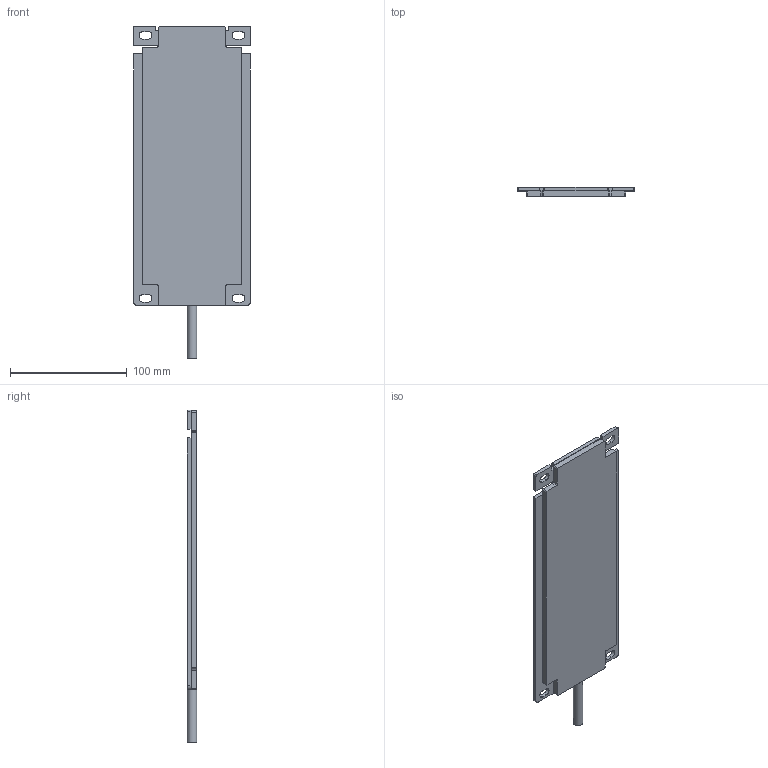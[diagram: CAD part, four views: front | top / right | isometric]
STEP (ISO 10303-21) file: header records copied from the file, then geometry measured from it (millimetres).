
FILE_DESCRIPTION (( 'STEP AP214' ), '1' );
FILE_NAME ('061009-00.STEP', '2020-06-05T14:27:29', ( '' ), ( '' ), 'SwSTEP 2.0', 'SolidWorks 2019', '' );
FILE_SCHEMA (( 'AUTOMOTIVE_DESIGN' ));
Length unit declared in the file: inch
Products named in the file (1): 061009-00
Bounding box: 100 x 8 x 284 mm (x, y, z)
Volume: 168119.7 mm3; surface area: 54322.8 mm2
Topology: 1 solids, 1 shells, 75 faces, 207 edges, 134 vertices
Faces by surface type: plane 48, cylinder 27
Full cylindrical faces by diameter (mm): 8 x1
Entity records: 2422 total; most frequent: CARTESIAN_POINT 414, DIRECTION 412, ORIENTED_EDGE 410, EDGE_CURVE 205, VECTOR 150, LINE 150, VERTEX_POINT 133, AXIS2_PLACEMENT_3D 131
